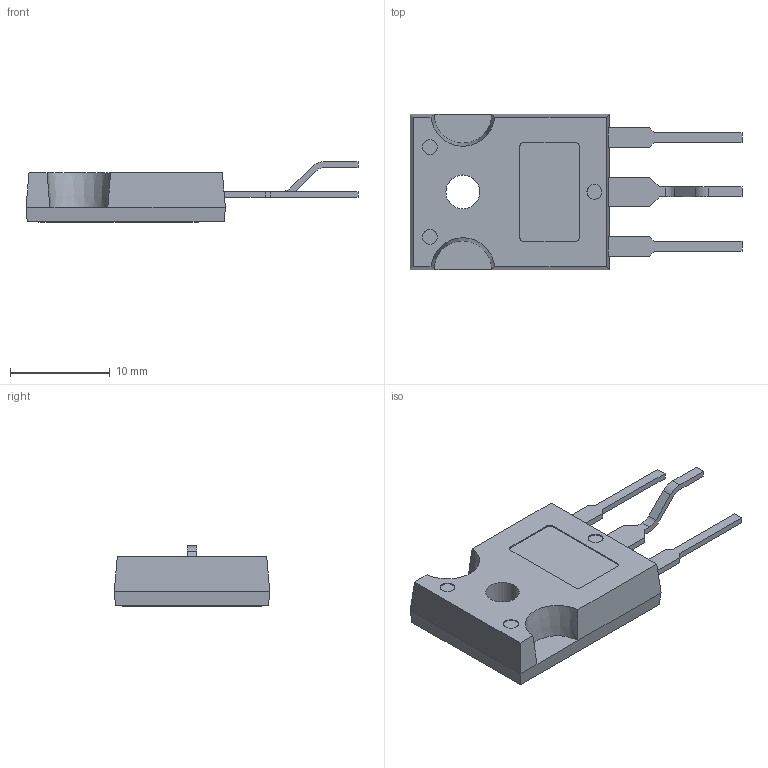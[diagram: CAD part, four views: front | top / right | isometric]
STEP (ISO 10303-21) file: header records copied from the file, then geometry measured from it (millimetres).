
FILE_DESCRIPTION(('STEP AP214'), '1');
FILE_NAME('TO-247', '2019-03-05T14:15:57', ('Che'), (''), 'ASCON STEP Converter 1.3', 'ASCON Math Kernel', '');
FILE_SCHEMA(('AUTOMOTIVE_DESIGN { 1 0 10303 214 3 1 1}'));
Length unit declared in the file: millimetre
Bounding box: 33.3 x 15.6 x 6.1 mm (x, y, z)
Volume: 1397.1 mm3; surface area: 1172.4 mm2
Topology: 1 solids, 1 shells, 92 faces, 235 edges, 154 vertices
Faces by surface type: plane 75, cone 9, cylinder 8
Full cylindrical faces by diameter (mm): 3.4 x1, 6 x1
Entity records: 3524 total; most frequent: CARTESIAN_POINT 501, ORIENTED_EDGE 460, DIRECTION 446, EDGE_CURVE 230, LINE 192, VECTOR 192, VERTEX_POINT 154, AXIS2_PLACEMENT_3D 127
